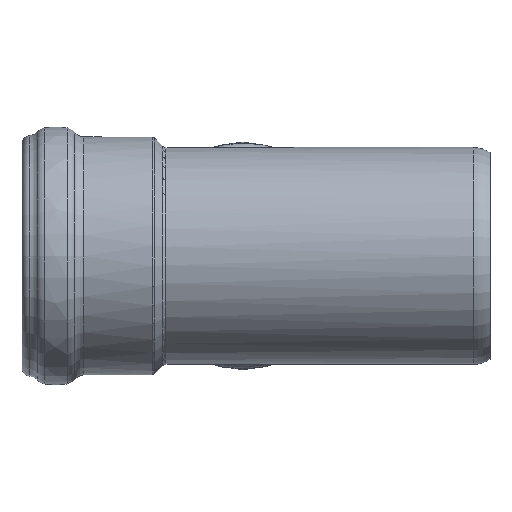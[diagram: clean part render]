
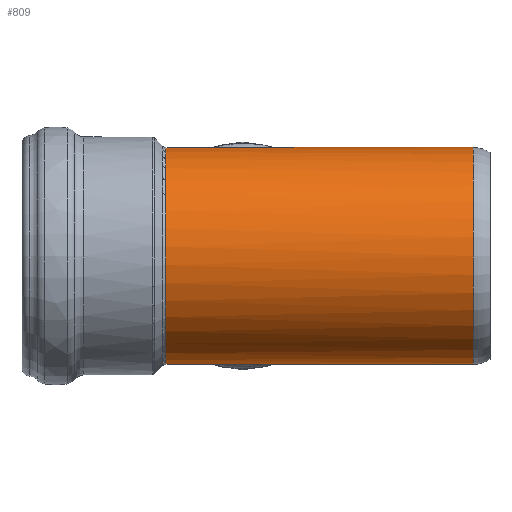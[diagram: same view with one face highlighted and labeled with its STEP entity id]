
A CAD part, left-side view. The second image highlights one B-rep face of the part: STEP entity #809.
In plain terms, the highlighted cylindrical face has radius 45.15 mm (diameter 90.3 mm), a full revolution.
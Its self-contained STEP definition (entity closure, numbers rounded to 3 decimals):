
#47=B_SPLINE_CURVE_WITH_KNOTS('',3,(#1310,#1311,#1312,#1313,#1314),
 .UNSPECIFIED.,.F.,.F.,(4,1,4),(-0.276,-0.183,-0.12),
 .UNSPECIFIED.);
#48=B_SPLINE_CURVE_WITH_KNOTS('',3,(#1388,#1389,#1390,#1391,#1392,#1393,
#1394,#1395,#1396,#1397,#1398,#1399,#1400,#1401),.UNSPECIFIED.,.F.,.F.,
(4,1,1,1,1,1,1,1,1,1,1,4),(-9.35,-8.014,-6.678,
-5.788,-5.343,-4.897,-4.452,
-4.007,-3.339,-2.671,-1.336,
0.),.UNSPECIFIED.);
#50=B_SPLINE_CURVE_WITH_KNOTS('',3,(#1449,#1450,#1451,#1452,#1453),
 .UNSPECIFIED.,.F.,.F.,(4,1,4),(-0.257,-0.128,0.),
 .UNSPECIFIED.);
#52=B_SPLINE_CURVE_WITH_KNOTS('',3,(#1511,#1512,#1513,#1514,#1515,#1516,
#1517),.UNSPECIFIED.,.F.,.F.,(4,1,1,1,4),(-3.085,-2.203,
-1.322,-0.441,0.),.UNSPECIFIED.);
#54=B_SPLINE_CURVE_WITH_KNOTS('',3,(#1558,#1559,#1560,#1561,#1562),
 .UNSPECIFIED.,.F.,.F.,(4,1,4),(-0.257,-0.128,0.),
 .UNSPECIFIED.);
#56=B_SPLINE_CURVE_WITH_KNOTS('',3,(#1641,#1642,#1643,#1644,#1645,#1646,
#1647,#1648,#1649,#1650,#1651,#1652,#1653,#1654),.UNSPECIFIED.,.F.,.F.,
(4,1,1,1,1,1,1,1,1,1,1,4),(-9.35,-8.014,-6.678,
-6.01,-5.343,-4.897,-4.007,
-3.562,-3.117,-2.671,-1.336,
0.),.UNSPECIFIED.);
#59=B_SPLINE_CURVE_WITH_KNOTS('',3,(#1711,#1712,#1713,#1714,#1715),
 .UNSPECIFIED.,.F.,.F.,(4,1,4),(-1.238,-1.175,-1.082),
 .UNSPECIFIED.);
#79=CYLINDRICAL_SURFACE('',#931,45.15);
#123=FACE_BOUND('',#290,.T.);
#184=FACE_OUTER_BOUND('',#289,.T.);
#289=EDGE_LOOP('',(#694,#695,#696,#697,#698,#699,#700,#701));
#290=EDGE_LOOP('',(#702));
#330=CIRCLE('',#879,45.15);
#350=CIRCLE('',#917,45.15);
#363=VERTEX_POINT('',#1290);
#366=VERTEX_POINT('',#1308);
#368=VERTEX_POINT('',#1386);
#370=VERTEX_POINT('',#1447);
#372=VERTEX_POINT('',#1509);
#374=VERTEX_POINT('',#1556);
#376=VERTEX_POINT('',#1639);
#378=VERTEX_POINT('',#1700);
#401=VERTEX_POINT('',#1828);
#442=EDGE_CURVE('',#366,#363,#47,.T.);
#444=EDGE_CURVE('',#368,#366,#48,.T.);
#447=EDGE_CURVE('',#370,#368,#50,.T.);
#450=EDGE_CURVE('',#372,#370,#52,.T.);
#453=EDGE_CURVE('',#374,#372,#54,.T.);
#456=EDGE_CURVE('',#376,#374,#56,.T.);
#459=EDGE_CURVE('',#378,#376,#59,.T.);
#489=EDGE_CURVE('',#401,#401,#330,.T.);
#511=EDGE_CURVE('',#363,#378,#350,.T.);
#694=ORIENTED_EDGE('',*,*,#459,.F.);
#695=ORIENTED_EDGE('',*,*,#511,.F.);
#696=ORIENTED_EDGE('',*,*,#442,.F.);
#697=ORIENTED_EDGE('',*,*,#444,.F.);
#698=ORIENTED_EDGE('',*,*,#447,.F.);
#699=ORIENTED_EDGE('',*,*,#450,.F.);
#700=ORIENTED_EDGE('',*,*,#453,.F.);
#701=ORIENTED_EDGE('',*,*,#456,.F.);
#702=ORIENTED_EDGE('',*,*,#489,.F.);
#809=ADVANCED_FACE('',(#184,#123),#79,.T.);
#879=AXIS2_PLACEMENT_3D('',#1829,#1066,#1067);
#917=AXIS2_PLACEMENT_3D('',#1927,#1142,#1143);
#931=AXIS2_PLACEMENT_3D('',#2002,#1170,#1171);
#1066=DIRECTION('center_axis',(0.,-1.,0.));
#1067=DIRECTION('ref_axis',(1.,0.,0.));
#1142=DIRECTION('center_axis',(0.,1.,0.));
#1143=DIRECTION('ref_axis',(-1.,0.,0.));
#1170=DIRECTION('center_axis',(0.,-1.,0.));
#1171=DIRECTION('ref_axis',(1.,0.,0.));
#1290=CARTESIAN_POINT('',(39.795,134.723,-21.328));
#1308=CARTESIAN_POINT('',(39.228,133.735,-22.355));
#1310=CARTESIAN_POINT('Ctrl Pts',(39.228,133.735,-22.355));
#1311=CARTESIAN_POINT('Ctrl Pts',(39.355,133.9,-22.131));
#1312=CARTESIAN_POINT('Ctrl Pts',(39.554,134.211,-21.775));
#1313=CARTESIAN_POINT('Ctrl Pts',(39.729,134.57,-21.45));
#1314=CARTESIAN_POINT('Ctrl Pts',(39.795,134.723,-21.328));
#1386=CARTESIAN_POINT('',(42.195,64.265,-16.066));
#1388=CARTESIAN_POINT('Ctrl Pts',(42.195,64.265,-16.066));
#1389=CARTESIAN_POINT('Ctrl Pts',(40.758,65.934,-19.84));
#1390=CARTESIAN_POINT('Ctrl Pts',(37.028,70.334,-26.575));
#1391=CARTESIAN_POINT('Ctrl Pts',(31.002,78.119,-33.108));
#1392=CARTESIAN_POINT('Ctrl Pts',(26.649,85.056,-36.506));
#1393=CARTESIAN_POINT('Ctrl Pts',(24.244,90.224,-38.104));
#1394=CARTESIAN_POINT('Ctrl Pts',(22.892,94.389,-38.922));
#1395=CARTESIAN_POINT('Ctrl Pts',(22.234,98.8,-39.296));
#1396=CARTESIAN_POINT('Ctrl Pts',(22.477,104.024,-39.16));
#1397=CARTESIAN_POINT('Ctrl Pts',(24.051,109.714,-38.243));
#1398=CARTESIAN_POINT('Ctrl Pts',(27.704,117.438,-35.796));
#1399=CARTESIAN_POINT('Ctrl Pts',(33.22,125.839,-31.075));
#1400=CARTESIAN_POINT('Ctrl Pts',(37.398,131.376,-25.564));
#1401=CARTESIAN_POINT('Ctrl Pts',(39.228,133.735,-22.355));
#1447=CARTESIAN_POINT('',(42.937,63.092,-13.961));
#1449=CARTESIAN_POINT('Ctrl Pts',(42.937,63.092,-13.961));
#1450=CARTESIAN_POINT('Ctrl Pts',(42.829,63.324,-14.295));
#1451=CARTESIAN_POINT('Ctrl Pts',(42.595,63.744,-14.988));
#1452=CARTESIAN_POINT('Ctrl Pts',(42.333,64.104,-15.703));
#1453=CARTESIAN_POINT('Ctrl Pts',(42.195,64.265,-16.066));
#1509=CARTESIAN_POINT('',(42.937,63.092,13.961));
#1511=CARTESIAN_POINT('Ctrl Pts',(42.937,63.092,13.961));
#1512=CARTESIAN_POINT('Ctrl Pts',(43.684,61.497,11.665));
#1513=CARTESIAN_POINT('Ctrl Pts',(44.942,58.93,6.546));
#1514=CARTESIAN_POINT('Ctrl Pts',(45.382,58.06,-2.22));
#1515=CARTESIAN_POINT('Ctrl Pts',(44.34,60.142,-9.19));
#1516=CARTESIAN_POINT('Ctrl Pts',(43.311,62.294,-12.813));
#1517=CARTESIAN_POINT('Ctrl Pts',(42.937,63.092,-13.961));
#1556=CARTESIAN_POINT('',(42.195,64.265,16.066));
#1558=CARTESIAN_POINT('Ctrl Pts',(42.195,64.265,16.066));
#1559=CARTESIAN_POINT('Ctrl Pts',(42.333,64.104,15.703));
#1560=CARTESIAN_POINT('Ctrl Pts',(42.595,63.744,14.988));
#1561=CARTESIAN_POINT('Ctrl Pts',(42.829,63.324,14.295));
#1562=CARTESIAN_POINT('Ctrl Pts',(42.937,63.092,13.961));
#1639=CARTESIAN_POINT('',(39.228,133.735,22.355));
#1641=CARTESIAN_POINT('Ctrl Pts',(39.228,133.735,22.355));
#1642=CARTESIAN_POINT('Ctrl Pts',(37.398,131.376,25.564));
#1643=CARTESIAN_POINT('Ctrl Pts',(33.22,125.839,31.075));
#1644=CARTESIAN_POINT('Ctrl Pts',(27.703,117.437,35.797));
#1645=CARTESIAN_POINT('Ctrl Pts',(24.05,109.711,38.243));
#1646=CARTESIAN_POINT('Ctrl Pts',(22.478,104.025,39.159));
#1647=CARTESIAN_POINT('Ctrl Pts',(22.161,97.299,39.335));
#1648=CARTESIAN_POINT('Ctrl Pts',(23.638,91.499,38.504));
#1649=CARTESIAN_POINT('Ctrl Pts',(26.048,86.351,36.905));
#1650=CARTESIAN_POINT('Ctrl Pts',(28.102,82.742,35.373));
#1651=CARTESIAN_POINT('Ctrl Pts',(31.754,77.146,32.291));
#1652=CARTESIAN_POINT('Ctrl Pts',(37.03,70.334,26.575));
#1653=CARTESIAN_POINT('Ctrl Pts',(40.758,65.934,19.84));
#1654=CARTESIAN_POINT('Ctrl Pts',(42.195,64.265,16.066));
#1700=CARTESIAN_POINT('',(39.795,134.723,21.328));
#1711=CARTESIAN_POINT('Ctrl Pts',(39.795,134.723,21.328));
#1712=CARTESIAN_POINT('Ctrl Pts',(39.729,134.57,21.45));
#1713=CARTESIAN_POINT('Ctrl Pts',(39.554,134.211,21.775));
#1714=CARTESIAN_POINT('Ctrl Pts',(39.355,133.9,22.131));
#1715=CARTESIAN_POINT('Ctrl Pts',(39.228,133.735,22.355));
#1828=CARTESIAN_POINT('',(45.15,7.,0.));
#1829=CARTESIAN_POINT('Origin',(0.,7.,0.));
#1927=CARTESIAN_POINT('Origin',(0.,134.723,0.));
#2002=CARTESIAN_POINT('Origin',(0.,71.276,0.));
